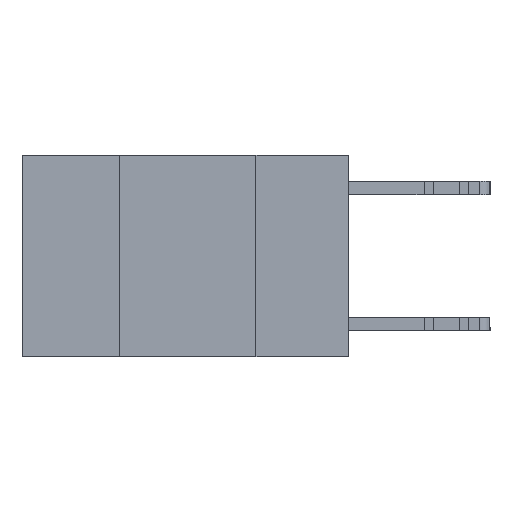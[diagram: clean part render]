
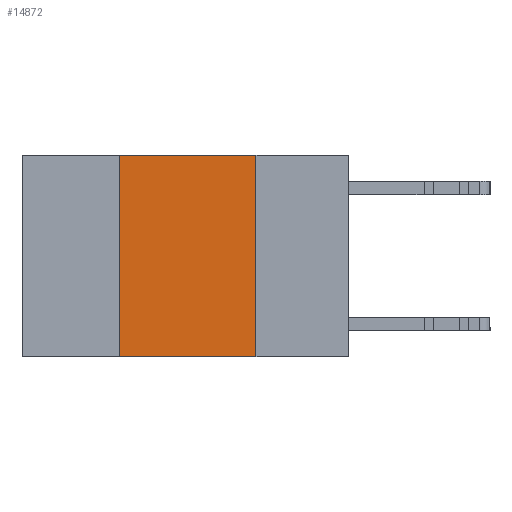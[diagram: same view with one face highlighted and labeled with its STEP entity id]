
A CAD part, left-side view. The second image highlights one B-rep face of the part: STEP entity #14872.
In plain terms, the highlighted planar face has unit normal (-1, 0, 0).
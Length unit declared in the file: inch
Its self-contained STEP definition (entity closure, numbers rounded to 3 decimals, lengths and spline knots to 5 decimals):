
#623 = DIRECTION ( 'NONE',  ( 0., -1., 0. ) ) ;
#826 = CARTESIAN_POINT ( 'NONE',  ( 0., 0.17, 0. ) ) ;
#1309 = DIRECTION ( 'NONE',  ( 0., 0., -1. ) ) ;
#1370 = VECTOR ( 'NONE', #13368, 39.37008 ) ;
#1453 = CARTESIAN_POINT ( 'NONE',  ( 0., 0.17, 0. ) ) ;
#1473 = VERTEX_POINT ( 'NONE', #6656 ) ;
#1776 = AXIS2_PLACEMENT_3D ( 'NONE', #21949, #17872, #1309 ) ;
#2898 = VECTOR ( 'NONE', #12455, 39.37008 ) ;
#3265 = CARTESIAN_POINT ( 'NONE',  ( 0., 0.17, -0.37 ) ) ;
#3448 = VECTOR ( 'NONE', #623, 39.37008 ) ;
#3723 = FACE_OUTER_BOUND ( 'NONE', #25456, .T. ) ;
#6656 = CARTESIAN_POINT ( 'NONE',  ( 0., 0.42, 0. ) ) ;
#8245 = EDGE_CURVE ( 'NONE', #17528, #20217, #14633, .T. ) ;
#9131 = ORIENTED_EDGE ( 'NONE', *, *, #8245, .T. ) ;
#10633 = DIRECTION ( 'NONE',  ( 0., 0., -1. ) ) ;
#10649 = EDGE_CURVE ( 'NONE', #1473, #26966, #12600, .T. ) ;
#12455 = DIRECTION ( 'NONE',  ( 0., -1., 0. ) ) ;
#12600 = LINE ( 'NONE', #19381, #2898 ) ;
#12771 = PLANE ( 'NONE',  #1776 ) ;
#13368 = DIRECTION ( 'NONE',  ( 0., 0., 1. ) ) ;
#14633 = LINE ( 'NONE', #25896, #3448 ) ;
#14872 = ADVANCED_FACE ( 'NONE', ( #3723 ), #12771, .F. ) ;
#16697 = ORIENTED_EDGE ( 'NONE', *, *, #28102, .F. ) ;
#17528 = VERTEX_POINT ( 'NONE', #19943 ) ;
#17872 = DIRECTION ( 'NONE',  ( 1., 0., 0. ) ) ;
#19381 = CARTESIAN_POINT ( 'NONE',  ( 0., 0.6, 0. ) ) ;
#19943 = CARTESIAN_POINT ( 'NONE',  ( 0., 0.42, -0.37 ) ) ;
#20217 = VERTEX_POINT ( 'NONE', #3265 ) ;
#21949 = CARTESIAN_POINT ( 'NONE',  ( 0., 0.6, 0. ) ) ;
#22094 = LINE ( 'NONE', #1453, #24377 ) ;
#22427 = ORIENTED_EDGE ( 'NONE', *, *, #10649, .F. ) ;
#24377 = VECTOR ( 'NONE', #10633, 39.37008 ) ;
#25456 = EDGE_LOOP ( 'NONE', ( #29244, #22427, #16697, #9131 ) ) ;
#25896 = CARTESIAN_POINT ( 'NONE',  ( 0., 0.6, -0.37 ) ) ;
#26529 = EDGE_CURVE ( 'NONE', #26966, #20217, #22094, .T. ) ;
#26966 = VERTEX_POINT ( 'NONE', #826 ) ;
#27321 = CARTESIAN_POINT ( 'NONE',  ( 0., 0.42, 0. ) ) ;
#28102 = EDGE_CURVE ( 'NONE', #17528, #1473, #29450, .T. ) ;
#29244 = ORIENTED_EDGE ( 'NONE', *, *, #26529, .F. ) ;
#29450 = LINE ( 'NONE', #27321, #1370 ) ;
